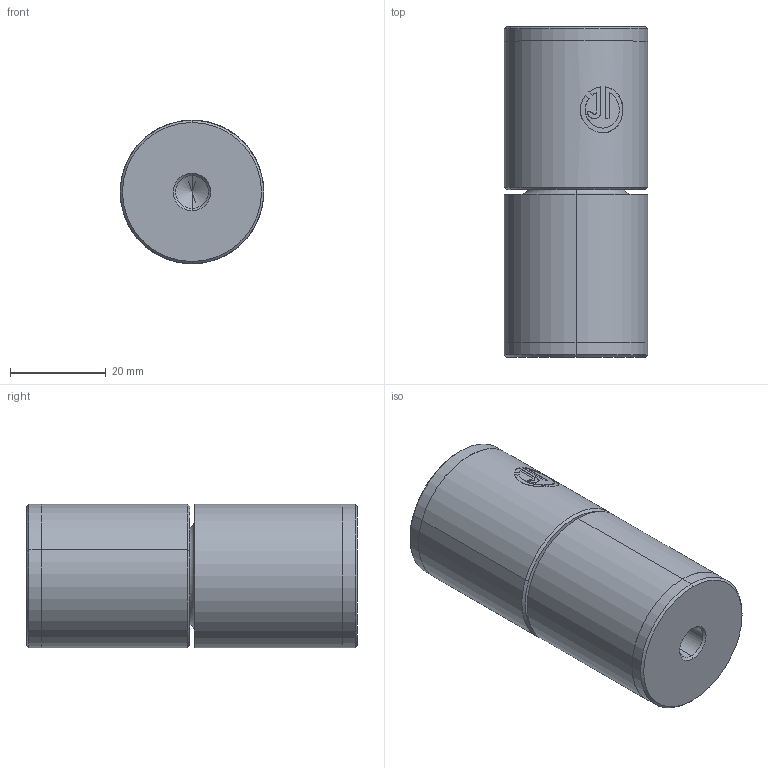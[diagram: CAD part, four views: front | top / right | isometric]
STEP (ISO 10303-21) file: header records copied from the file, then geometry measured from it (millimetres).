
FILE_DESCRIPTION (( 'STEP AP214' ), '1' );
FILE_NAME ('VBFDT-D30.STEP', '2021-10-11T03:46:16', ( 'User' ), ( 'china' ), 'SwSTEP 2.0', 'SolidWorks 2016', '' );
FILE_SCHEMA (( 'AUTOMOTIVE_DESIGN' ));
Length unit declared in the file: millimetre
Products named in the file (3): VBFD-D30; VBFDT-D30; VBF-D30
Assembly tree (2 placements, depth 2):
  VBFDT-D30
    VBFD-D30
    VBF-D30
Bounding box: 30 x 69 x 30 mm (x, y, z)
Volume: 43796.9 mm3; surface area: 12434.6 mm2
Topology: 2 solids, 2 shells, 69 faces, 152 edges, 93 vertices
Faces by surface type: cylinder 30, cone 18, plane 17, torus 4
Entity records: 2320 total; most frequent: CARTESIAN_POINT 651, DIRECTION 338, ORIENTED_EDGE 300, EDGE_CURVE 150, AXIS2_PLACEMENT_3D 138, VERTEX_POINT 93, EDGE_LOOP 79, ADVANCED_FACE 69
